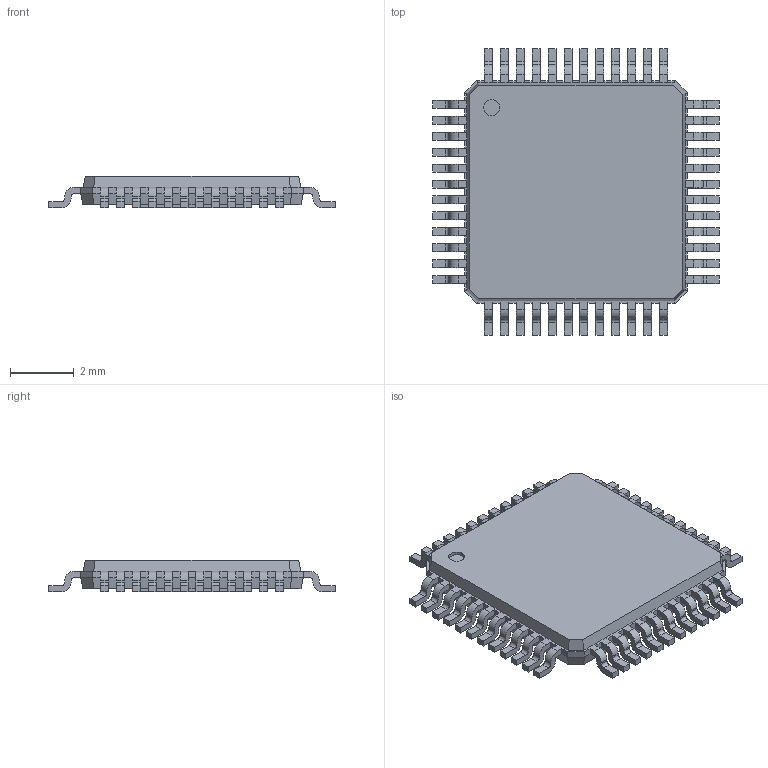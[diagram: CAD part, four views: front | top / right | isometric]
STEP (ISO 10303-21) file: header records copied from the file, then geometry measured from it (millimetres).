
FILE_DESCRIPTION(('FreeCAD Model'),'2;1');
FILE_NAME('lqfp48_7x7_p05.step','2015-12-12T21:54:19', ('Author'),(''),'Open CASCADE STEP processor 6.8','FreeCAD','Unknown' );
FILE_SCHEMA(('AUTOMOTIVE_DESIGN_CC2 { 1 2 10303 214 -1 1 5 4 }'));
Length unit declared in the file: millimetre
Products named in the file (1): lqfp48_7x7_p05
Bounding box: 9 x 9 x 1 mm (x, y, z)
Volume: 46.7 mm3; surface area: 174.7 mm2
Topology: 1 solids, 1 shells, 761 faces, 2055 edges, 1298 vertices
Faces by surface type: plane 496, cylinder 193, bspline 72
Full cylindrical faces by diameter (mm): 0.5 x1
Entity records: 55883 total; most frequent: CARTESIAN_POINT 10001, DIRECTION 7427, LINE 5081, VECTOR 5081, ORIENTED_EDGE 4110, PCURVE 4110, DEFINITIONAL_REPRESENTATION 4110, EDGE_CURVE 2055
